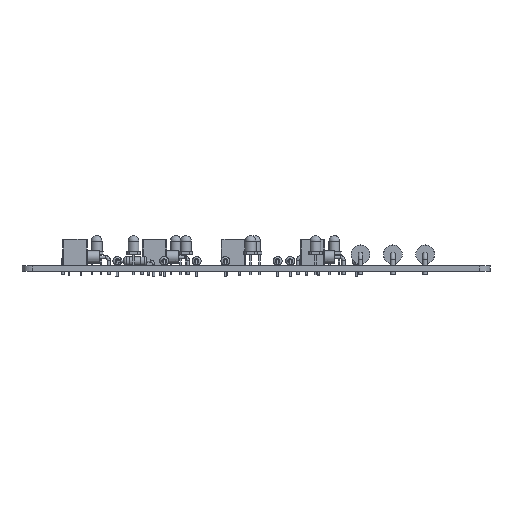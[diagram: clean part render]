
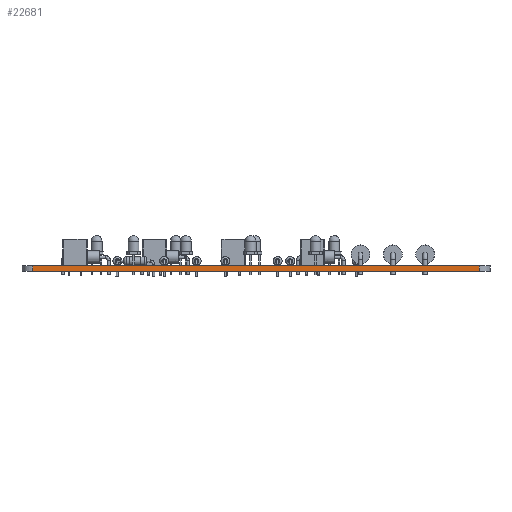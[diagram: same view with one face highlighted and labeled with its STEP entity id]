
A CAD part, left-side view. The second image highlights one B-rep face of the part: STEP entity #22681.
In plain terms, the highlighted planar face has unit normal (-1, 0, 0).
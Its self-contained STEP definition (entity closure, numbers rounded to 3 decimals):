
#14709 = PLANE('',#14710);
#14710 = AXIS2_PLACEMENT_3D('',#14711,#14712,#14713);
#14711 = CARTESIAN_POINT('',(94.5,-105.,1.6));
#14712 = DIRECTION('',(0.,0.,1.));
#14713 = DIRECTION('',(1.,0.,0.));
#14737 = CYLINDRICAL_SURFACE('',#14738,3.);
#14738 = AXIS2_PLACEMENT_3D('',#14739,#14740,#14741);
#14739 = CARTESIAN_POINT('',(37.5,-43.,0.));
#14740 = DIRECTION('',(0.,0.,-1.));
#14741 = DIRECTION('',(1.,0.,0.));
#14763 = PLANE('',#14764);
#14764 = AXIS2_PLACEMENT_3D('',#14765,#14766,#14767);
#14765 = CARTESIAN_POINT('',(94.5,-105.,0.));
#14766 = DIRECTION('',(0.,0.,1.));
#14767 = DIRECTION('',(1.,0.,0.));
#14858 = VERTEX_POINT('',#14859);
#14859 = CARTESIAN_POINT('',(34.5,-43.,1.6));
#14881 = EDGE_CURVE('',#14882,#14858,#14884,.T.);
#14882 = VERTEX_POINT('',#14883);
#14883 = CARTESIAN_POINT('',(34.5,-43.,0.));
#14884 = SURFACE_CURVE('',#14885,(#14889,#14896),.PCURVE_S1.);
#14885 = LINE('',#14886,#14887);
#14886 = CARTESIAN_POINT('',(34.5,-43.,0.));
#14887 = VECTOR('',#14888,1.);
#14888 = DIRECTION('',(0.,0.,1.));
#14889 = PCURVE('',#14737,#14890);
#14890 = DEFINITIONAL_REPRESENTATION('',(#14891),#14895);
#14891 = LINE('',#14892,#14893);
#14892 = CARTESIAN_POINT('',(-3.142,0.));
#14893 = VECTOR('',#14894,1.);
#14894 = DIRECTION('',(0.,-1.));
#14895 = ( GEOMETRIC_REPRESENTATION_CONTEXT(2) 
PARAMETRIC_REPRESENTATION_CONTEXT() REPRESENTATION_CONTEXT('2D SPACE',''
  ) );
#14896 = PCURVE('',#14897,#14902);
#14897 = PLANE('',#14898);
#14898 = AXIS2_PLACEMENT_3D('',#14899,#14900,#14901);
#14899 = CARTESIAN_POINT('',(34.5,-43.,0.));
#14900 = DIRECTION('',(1.,0.,0.));
#14901 = DIRECTION('',(0.,-1.,0.));
#14902 = DEFINITIONAL_REPRESENTATION('',(#14903),#14907);
#14903 = LINE('',#14904,#14905);
#14904 = CARTESIAN_POINT('',(0.,0.));
#14905 = VECTOR('',#14906,1.);
#14906 = DIRECTION('',(0.,-1.));
#14907 = ( GEOMETRIC_REPRESENTATION_CONTEXT(2) 
PARAMETRIC_REPRESENTATION_CONTEXT() REPRESENTATION_CONTEXT('2D SPACE',''
  ) );
#14936 = EDGE_CURVE('',#14882,#14937,#14939,.T.);
#14937 = VERTEX_POINT('',#14938);
#14938 = CARTESIAN_POINT('',(34.5,-167.,0.));
#14939 = SURFACE_CURVE('',#14940,(#14944,#14951),.PCURVE_S1.);
#14940 = LINE('',#14941,#14942);
#14941 = CARTESIAN_POINT('',(34.5,-43.,0.));
#14942 = VECTOR('',#14943,1.);
#14943 = DIRECTION('',(0.,-1.,0.));
#14944 = PCURVE('',#14763,#14945);
#14945 = DEFINITIONAL_REPRESENTATION('',(#14946),#14950);
#14946 = LINE('',#14947,#14948);
#14947 = CARTESIAN_POINT('',(-60.,62.));
#14948 = VECTOR('',#14949,1.);
#14949 = DIRECTION('',(0.,-1.));
#14950 = ( GEOMETRIC_REPRESENTATION_CONTEXT(2) 
PARAMETRIC_REPRESENTATION_CONTEXT() REPRESENTATION_CONTEXT('2D SPACE',''
  ) );
#14951 = PCURVE('',#14897,#14952);
#14952 = DEFINITIONAL_REPRESENTATION('',(#14953),#14957);
#14953 = LINE('',#14954,#14955);
#14954 = CARTESIAN_POINT('',(0.,0.));
#14955 = VECTOR('',#14956,1.);
#14956 = DIRECTION('',(1.,0.));
#14957 = ( GEOMETRIC_REPRESENTATION_CONTEXT(2) 
PARAMETRIC_REPRESENTATION_CONTEXT() REPRESENTATION_CONTEXT('2D SPACE',''
  ) );
#14976 = CYLINDRICAL_SURFACE('',#14977,3.);
#14977 = AXIS2_PLACEMENT_3D('',#14978,#14979,#14980);
#14978 = CARTESIAN_POINT('',(37.5,-167.,0.));
#14979 = DIRECTION('',(0.,0.,-1.));
#14980 = DIRECTION('',(1.,0.,0.));
#19133 = EDGE_CURVE('',#14858,#19134,#19136,.T.);
#19134 = VERTEX_POINT('',#19135);
#19135 = CARTESIAN_POINT('',(34.5,-167.,1.6));
#19136 = SURFACE_CURVE('',#19137,(#19141,#19148),.PCURVE_S1.);
#19137 = LINE('',#19138,#19139);
#19138 = CARTESIAN_POINT('',(34.5,-43.,1.6));
#19139 = VECTOR('',#19140,1.);
#19140 = DIRECTION('',(0.,-1.,0.));
#19141 = PCURVE('',#14709,#19142);
#19142 = DEFINITIONAL_REPRESENTATION('',(#19143),#19147);
#19143 = LINE('',#19144,#19145);
#19144 = CARTESIAN_POINT('',(-60.,62.));
#19145 = VECTOR('',#19146,1.);
#19146 = DIRECTION('',(0.,-1.));
#19147 = ( GEOMETRIC_REPRESENTATION_CONTEXT(2) 
PARAMETRIC_REPRESENTATION_CONTEXT() REPRESENTATION_CONTEXT('2D SPACE',''
  ) );
#19148 = PCURVE('',#14897,#19149);
#19149 = DEFINITIONAL_REPRESENTATION('',(#19150),#19154);
#19150 = LINE('',#19151,#19152);
#19151 = CARTESIAN_POINT('',(0.,-1.6));
#19152 = VECTOR('',#19153,1.);
#19153 = DIRECTION('',(1.,0.));
#19154 = ( GEOMETRIC_REPRESENTATION_CONTEXT(2) 
PARAMETRIC_REPRESENTATION_CONTEXT() REPRESENTATION_CONTEXT('2D SPACE',''
  ) );
#22681 = ADVANCED_FACE('',(#22682),#14897,.F.);
#22682 = FACE_BOUND('',#22683,.F.);
#22683 = EDGE_LOOP('',(#22684,#22685,#22686,#22707));
#22684 = ORIENTED_EDGE('',*,*,#14881,.T.);
#22685 = ORIENTED_EDGE('',*,*,#19133,.T.);
#22686 = ORIENTED_EDGE('',*,*,#22687,.F.);
#22687 = EDGE_CURVE('',#14937,#19134,#22688,.T.);
#22688 = SURFACE_CURVE('',#22689,(#22693,#22700),.PCURVE_S1.);
#22689 = LINE('',#22690,#22691);
#22690 = CARTESIAN_POINT('',(34.5,-167.,0.));
#22691 = VECTOR('',#22692,1.);
#22692 = DIRECTION('',(0.,0.,1.));
#22693 = PCURVE('',#14897,#22694);
#22694 = DEFINITIONAL_REPRESENTATION('',(#22695),#22699);
#22695 = LINE('',#22696,#22697);
#22696 = CARTESIAN_POINT('',(124.,0.));
#22697 = VECTOR('',#22698,1.);
#22698 = DIRECTION('',(0.,-1.));
#22699 = ( GEOMETRIC_REPRESENTATION_CONTEXT(2) 
PARAMETRIC_REPRESENTATION_CONTEXT() REPRESENTATION_CONTEXT('2D SPACE',''
  ) );
#22700 = PCURVE('',#14976,#22701);
#22701 = DEFINITIONAL_REPRESENTATION('',(#22702),#22706);
#22702 = LINE('',#22703,#22704);
#22703 = CARTESIAN_POINT('',(-3.142,0.));
#22704 = VECTOR('',#22705,1.);
#22705 = DIRECTION('',(0.,-1.));
#22706 = ( GEOMETRIC_REPRESENTATION_CONTEXT(2) 
PARAMETRIC_REPRESENTATION_CONTEXT() REPRESENTATION_CONTEXT('2D SPACE',''
  ) );
#22707 = ORIENTED_EDGE('',*,*,#14936,.F.);
